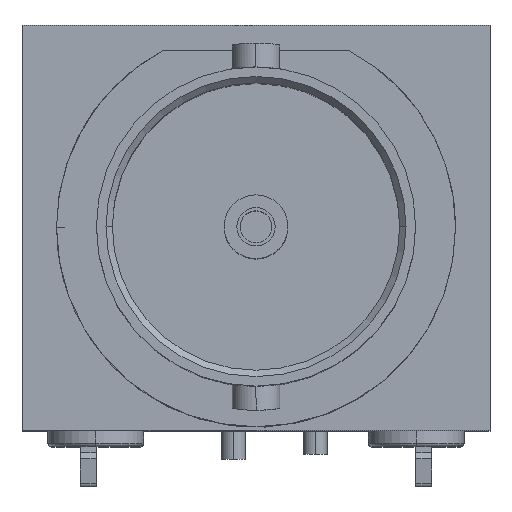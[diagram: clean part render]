
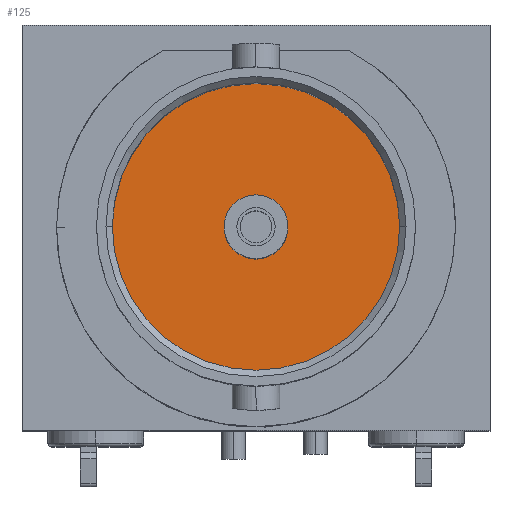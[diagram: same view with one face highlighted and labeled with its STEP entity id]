
A CAD part, top view. The second image highlights one B-rep face of the part: STEP entity #125.
In plain terms, the highlighted planar face has unit normal (0, 0, 1).
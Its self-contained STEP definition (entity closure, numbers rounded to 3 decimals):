
#125 = ADVANCED_FACE ( 'NONE', ( #7549, #15326 ), #11436, .T. ) ;
#132 = ORIENTED_EDGE ( 'NONE', *, *, #9556, .T. ) ;
#157 = AXIS2_PLACEMENT_3D ( 'NONE', #13086, #6819, #14358 ) ;
#637 = VERTEX_POINT ( 'NONE', #11317 ) ;
#784 = EDGE_CURVE ( 'NONE', #637, #10964, #6580, .T. ) ;
#1195 = VERTEX_POINT ( 'NONE', #11025 ) ;
#1953 = DIRECTION ( 'NONE',  ( 1., 0., 0. ) ) ;
#2205 = DIRECTION ( 'NONE',  ( 1., 0., 0. ) ) ;
#2657 = ORIENTED_EDGE ( 'NONE', *, *, #784, .F. ) ;
#2871 = EDGE_CURVE ( 'NONE', #1195, #4054, #13855, .T. ) ;
#3236 = DIRECTION ( 'NONE',  ( 0., 0., 1. ) ) ;
#4054 = VERTEX_POINT ( 'NONE', #6250 ) ;
#4132 = DIRECTION ( 'NONE',  ( 1., 0., 0. ) ) ;
#4387 = ORIENTED_EDGE ( 'NONE', *, *, #13408, .F. ) ;
#6250 = CARTESIAN_POINT ( 'NONE',  ( 4.5, 0., 25.06 ) ) ;
#6580 = CIRCLE ( 'NONE', #10090, 1. ) ;
#6819 = DIRECTION ( 'NONE',  ( 0., 0., 1. ) ) ;
#7423 = CARTESIAN_POINT ( 'NONE',  ( 0., 0., 25.06 ) ) ;
#7549 = FACE_BOUND ( 'NONE', #9151, .T. ) ;
#7867 = CARTESIAN_POINT ( 'NONE',  ( 0., 0., 25.06 ) ) ;
#8605 = CARTESIAN_POINT ( 'NONE',  ( 1., 0., 25.06 ) ) ;
#8813 = DIRECTION ( 'NONE',  ( 0., 0., 1. ) ) ;
#9151 = EDGE_LOOP ( 'NONE', ( #2657, #4387 ) ) ;
#9302 = DIRECTION ( 'NONE',  ( 0., 0., 1. ) ) ;
#9556 = EDGE_CURVE ( 'NONE', #4054, #1195, #9891, .T. ) ;
#9561 = AXIS2_PLACEMENT_3D ( 'NONE', #12786, #8813, #2205 ) ;
#9891 = CIRCLE ( 'NONE', #157, 4.5 ) ;
#10090 = AXIS2_PLACEMENT_3D ( 'NONE', #7423, #12421, #15120 ) ;
#10964 = VERTEX_POINT ( 'NONE', #8605 ) ;
#11025 = CARTESIAN_POINT ( 'NONE',  ( -4.5, 0., 25.06 ) ) ;
#11040 = CARTESIAN_POINT ( 'NONE',  ( 0., 0., 25.06 ) ) ;
#11317 = CARTESIAN_POINT ( 'NONE',  ( -1., 0., 25.06 ) ) ;
#11436 = PLANE ( 'NONE',  #9561 ) ;
#12421 = DIRECTION ( 'NONE',  ( 0., 0., 1. ) ) ;
#12583 = AXIS2_PLACEMENT_3D ( 'NONE', #7867, #9302, #4132 ) ;
#12786 = CARTESIAN_POINT ( 'NONE',  ( 0., 0., 25.06 ) ) ;
#12954 = EDGE_LOOP ( 'NONE', ( #132, #14606 ) ) ;
#13086 = CARTESIAN_POINT ( 'NONE',  ( 0., 0., 25.06 ) ) ;
#13321 = AXIS2_PLACEMENT_3D ( 'NONE', #11040, #3236, #1953 ) ;
#13401 = CIRCLE ( 'NONE', #12583, 1. ) ;
#13408 = EDGE_CURVE ( 'NONE', #10964, #637, #13401, .T. ) ;
#13855 = CIRCLE ( 'NONE', #13321, 4.5 ) ;
#14358 = DIRECTION ( 'NONE',  ( 1., 0., 0. ) ) ;
#14606 = ORIENTED_EDGE ( 'NONE', *, *, #2871, .T. ) ;
#15120 = DIRECTION ( 'NONE',  ( 1., 0., 0. ) ) ;
#15326 = FACE_OUTER_BOUND ( 'NONE', #12954, .T. ) ;
